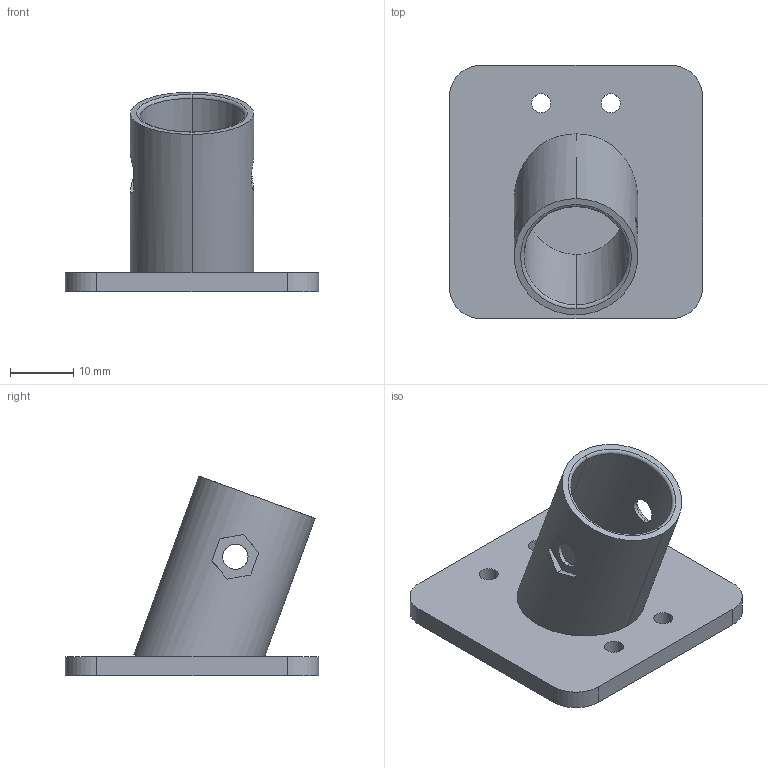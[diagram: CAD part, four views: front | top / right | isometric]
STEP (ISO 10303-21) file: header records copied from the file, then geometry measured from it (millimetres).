
FILE_DESCRIPTION (( 'STEP AP203' ), '1' );
FILE_NAME ('新腳架M4-3.STEP', '2024-04-24T09:08:59', ( '' ), ( '' ), 'SwSTEP 2.0', 'SolidWorks 2021', '' );
FILE_SCHEMA (( 'CONFIG_CONTROL_DESIGN' ));
Length unit declared in the file: millimetre
Products named in the file (1): 新腳架M4-3
Bounding box: 40 x 40 x 31.53 mm (x, y, z)
Volume: 6854.6 mm3; surface area: 6686.5 mm2
Topology: 1 solids, 1 shells, 41 faces, 103 edges, 68 vertices
Faces by surface type: cylinder 22, plane 17, torus 2
Entity records: 1506 total; most frequent: CARTESIAN_POINT 413, DIRECTION 213, ORIENTED_EDGE 206, EDGE_CURVE 103, AXIS2_PLACEMENT_3D 82, VERTEX_POINT 68, EDGE_LOOP 57, VECTOR 49
